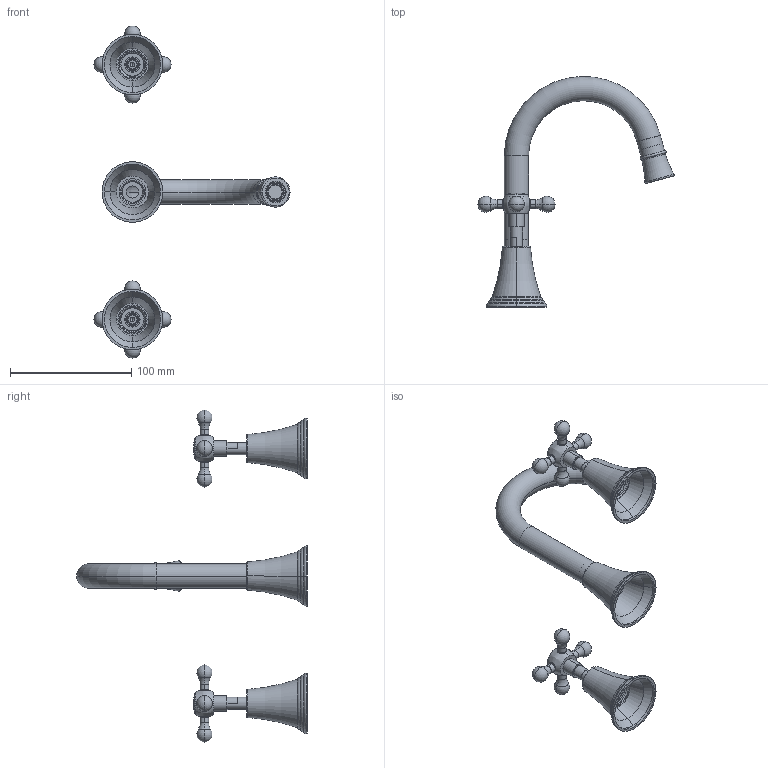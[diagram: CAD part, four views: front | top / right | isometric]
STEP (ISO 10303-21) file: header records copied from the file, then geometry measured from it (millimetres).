
FILE_DESCRIPTION((''),'2;1');
FILE_NAME('ASM0001_ASM','2023-06-19T',('Administrator'),(''),'PRO/ENGINEER BY PARAMETRIC TECHNOLOGY CORPORATION, 2010280','PRO/ENGINEER BY PARAMETRIC TECHNOLOGY CORPORATION, 2010280','');
FILE_SCHEMA(('CONFIG_CONTROL_DESIGN'));
Length unit declared in the file: millimetre
Products named in the file (19): 2A3005-32CP_AF1_12; 2A3005-33CP_AF1_16; 2A3005-34CP_AF0_18; 3WZ1005NT_2; CSZ-1_AF0_ASM_13_ASM_ASM; 2A3005-31CP_AF1_21; FX-2_AF3_5; 2A3005-21CP_AF0_7; 2A3005-22CP_AF0_11; 3OR1003NT_4; FT-1_AF0_ASM_21_ASM_ASM; 2A3005-31CP_AF3_21; FX-2_AF5_5; 2A3005-21CP_AF1_7; 2A3005-22CP-C_3; FT-C_ASM_4_ASM_ASM; 1A3005_ASM_13_ASM_ASM; 1A3005_ASM_ASM_ASM; ASM0001_ASM
Assembly tree (19 placements, depth 5):
  ASM0001_ASM
    1A3005_ASM_ASM_ASM
      1A3005_ASM_13_ASM_ASM
        CSZ-1_AF0_ASM_13_ASM_ASM
          2A3005-32CP_AF1_12
          2A3005-33CP_AF1_16
          2A3005-34CP_AF0_18
          3WZ1005NT_2
        FT-1_AF0_ASM_21_ASM_ASM
          2A3005-31CP_AF1_21
          FX-2_AF3_5
          2A3005-21CP_AF0_7
          2A3005-22CP_AF0_11
          3OR1003NT_4
        FT-C_ASM_4_ASM_ASM
          2A3005-31CP_AF3_21
          FX-2_AF5_5
          2A3005-21CP_AF1_7
          2A3005-22CP-C_3
          3OR1003NT_4
Bounding box: 161.6 x 189.93 x 273.5 mm (x, y, z)
Volume: 78047.7 mm3; surface area: 93584 mm2
Topology: 14 solids, 14 shells, 893 faces, 2414 edges, 1567 vertices
Faces by surface type: plane 429, cylinder 198, torus 118, bspline 70, cone 55, sphere 23
Entity records: 41675 total; most frequent: CARTESIAN_POINT 19105, ORIENTED_EDGE 4760, DIRECTION 4677, EDGE_CURVE 2380, AXIS2_PLACEMENT_3D 1865, VERTEX_POINT 1563, CIRCLE 990, EDGE_LOOP 955
